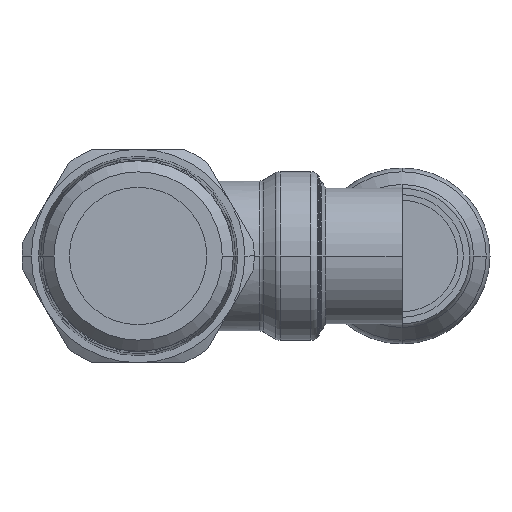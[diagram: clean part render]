
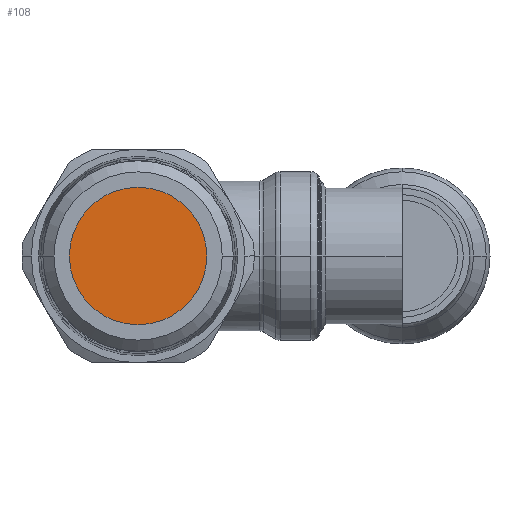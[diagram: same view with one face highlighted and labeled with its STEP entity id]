
A CAD part, front view. The second image highlights one B-rep face of the part: STEP entity #108.
In plain terms, the highlighted planar face has unit normal (0, -1, 0).
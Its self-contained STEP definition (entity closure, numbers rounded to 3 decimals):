
#108=ADVANCED_FACE('',(#333),#334,.F.);
#333=FACE_OUTER_BOUND('',#677,.T.);
#334=PLANE('',#678);
#677=EDGE_LOOP('',(#1393,#1394));
#678=AXIS2_PLACEMENT_3D('',#1395,#1396,#1397);
#1393=ORIENTED_EDGE('',*,*,#2461,.F.);
#1394=ORIENTED_EDGE('',*,*,#2465,.F.);
#1395=CARTESIAN_POINT('',(0.0,0.0,0.0));
#1396=DIRECTION('',(-0.0,1.0,0.0));
#1397=DIRECTION('',(1.0,0.0,0.0));
#2461=EDGE_CURVE('',#3100,#3103,#3104,.T.);
#2465=EDGE_CURVE('',#3103,#3100,#3109,.T.);
#3100=VERTEX_POINT('',#4190);
#3103=VERTEX_POINT('',#4194);
#3104=CIRCLE('',#4195,7.4);
#3109=CIRCLE('',#4201,7.4);
#4190=CARTESIAN_POINT('',(7.4,0.0,0.0));
#4194=CARTESIAN_POINT('',(-7.4,0.0,0.));
#4195=AXIS2_PLACEMENT_3D('',#5312,#5313,#5314);
#4201=AXIS2_PLACEMENT_3D('',#5322,#5323,#5324);
#5312=CARTESIAN_POINT('',(0.0,0.0,0.0));
#5313=DIRECTION('',(-0.0,1.0,0.0));
#5314=DIRECTION('',(1.0,0.0,0.0));
#5322=CARTESIAN_POINT('',(0.0,0.0,0.0));
#5323=DIRECTION('',(-0.0,1.0,0.0));
#5324=DIRECTION('',(1.0,0.0,0.0));
